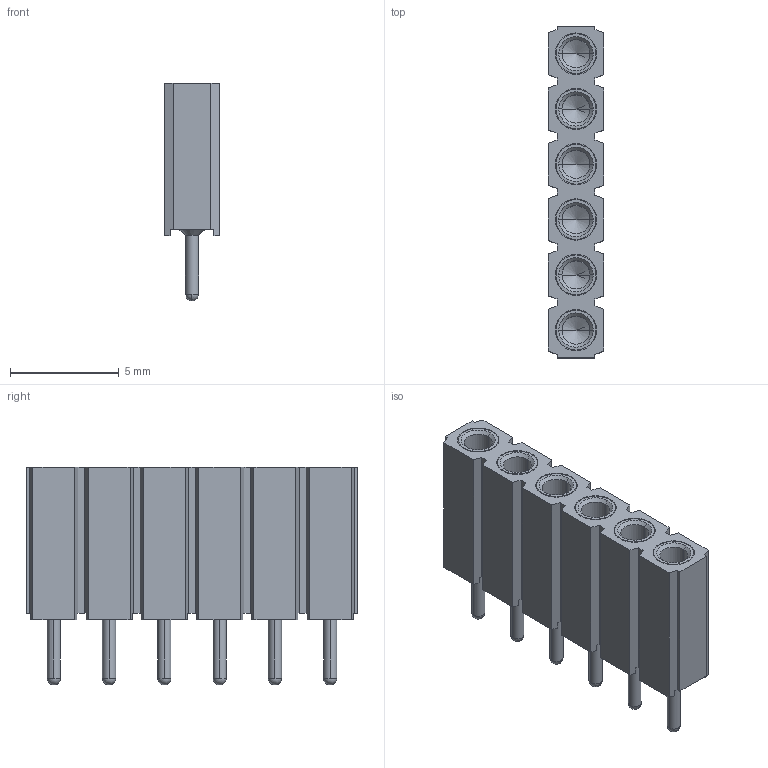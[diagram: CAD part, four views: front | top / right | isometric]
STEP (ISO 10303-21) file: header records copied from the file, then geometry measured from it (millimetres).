
FILE_DESCRIPTION(('FreeCAD Model'),'2;1');
FILE_NAME('mill_max_801_93_006_10_001000_cp.step', '2020-11-26T12:44:55',('kicad StepUp'),('ksu MCAD'), 'Open CASCADE STEP processor 7.4','FreeCAD','Unknown');
FILE_SCHEMA(('AUTOMOTIVE_DESIGN { 1 0 10303 214 1 1 1 1 }'));
Length unit declared in the file: millimetre
Products named in the file (1): mill_max_801_93_006_10_001000_cp
Bounding box: 2.54 x 15.24 x 10.01 mm (x, y, z)
Volume: 192.7 mm3; surface area: 954.5 mm2
Topology: 7 solids, 7 shells, 246 faces, 600 edges, 368 vertices
Faces by surface type: plane 102, cylinder 84, cone 48, sphere 12
Entity records: 8844 total; most frequent: DIRECTION 1286, CARTESIAN_POINT 1191, ORIENTED_EDGE 1152, EDGE_CURVE 576, AXIS2_PLACEMENT_3D 463, VERTEX_POINT 368, LINE 360, VECTOR 360
